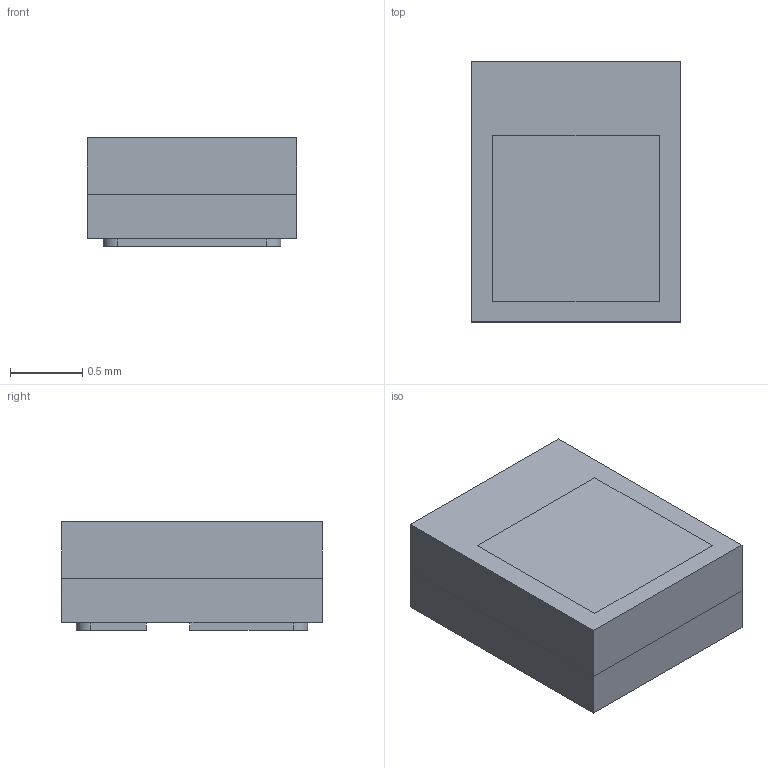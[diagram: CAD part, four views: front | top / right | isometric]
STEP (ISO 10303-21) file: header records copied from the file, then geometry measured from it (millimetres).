
FILE_DESCRIPTION (( 'STEP AP214' ), '1' );
FILE_NAME ('NCSx131H.STEP', '2025-01-17T05:53:02', ( '' ), ( '' ), 'SwSTEP 2.0', 'SolidWorks 2019', '' );
FILE_SCHEMA (( 'AUTOMOTIVE_DESIGN' ));
Length unit declared in the file: millimetre
Products named in the file (8): NCSx131H; Part4.IGS.IGS.STEP.STEP; NCSx131G.IGS.STEP.STEP; Part1_1.IGS.IGS.STEP.STEP; NCSx131H.STEP; Part2.IGS.IGS.STEP.STEP; NCSx131G.STEP.STEP; Part3.IGS.IGS.STEP.STEP
Assembly tree (7 placements, depth 5):
  NCSx131H
    NCSx131H.STEP
      NCSx131G.STEP.STEP
        NCSx131G.IGS.STEP.STEP
          Part1_1.IGS.IGS.STEP.STEP
          Part2.IGS.IGS.STEP.STEP
          Part3.IGS.IGS.STEP.STEP
          Part4.IGS.IGS.STEP.STEP
Bounding box: 1.45 x 1.8 x 0.75 mm (x, y, z)
Volume: 1.9 mm3; surface area: 21.4 mm2
Topology: 6 solids, 6 shells, 46 faces, 99 edges, 66 vertices
Faces by surface type: bspline 46
Entity records: 1455 total; most frequent: CARTESIAN_POINT 505, ORIENTED_EDGE 198, EDGE_CURVE 99, B_SPLINE_CURVE_WITH_KNOTS 96, VERTEX_POINT 66, EDGE_LOOP 47, FACE_OUTER_BOUND 46, ADVANCED_FACE 46
